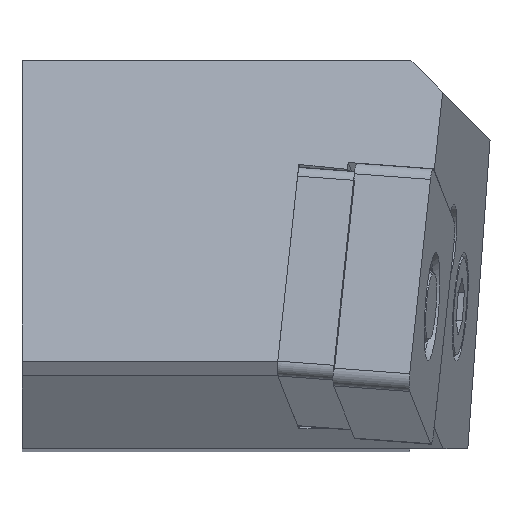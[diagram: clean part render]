
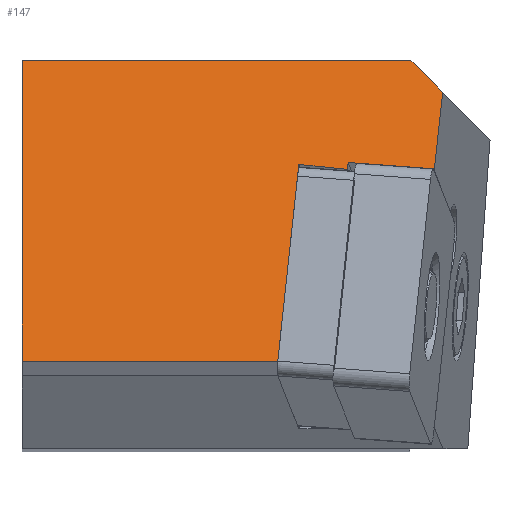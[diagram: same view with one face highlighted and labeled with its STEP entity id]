
A CAD part, top view. The second image highlights one B-rep face of the part: STEP entity #147.
In plain terms, the highlighted planar face has unit normal (0, 0.248, 0.969).
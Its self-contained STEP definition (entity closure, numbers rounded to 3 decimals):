
#68=CARTESIAN_POINT('',(32.0,-24.824,167.976));
#69=DIRECTION('',(0.,-0.248,-0.969));
#70=DIRECTION('',(-1.0,0.0,0.0));
#71=AXIS2_PLACEMENT_3D('',#68,#69,#70);
#72=PLANE('',#71);
#73=CARTESIAN_POINT('',(0.0,-24.824,167.976));
#74=VERTEX_POINT('',#73);
#75=CARTESIAN_POINT('',(0.,0.0,161.611));
#76=VERTEX_POINT('',#75);
#77=CARTESIAN_POINT('',(0.,-24.824,167.976));
#78=DIRECTION('',(0.,0.969,-0.248));
#79=VECTOR('',#78,25.627);
#80=LINE('',#77,#79);
#81=EDGE_CURVE('',#74,#76,#80,.T.);
#82=ORIENTED_EDGE('',*,*,#81,.F.);
#83=CARTESIAN_POINT('',(21.108,-24.824,167.976));
#84=VERTEX_POINT('',#83);
#85=CARTESIAN_POINT('',(0.0,-24.824,167.976));
#86=DIRECTION('',(1.0,0.0,0.0));
#87=VECTOR('',#86,21.108);
#88=LINE('',#85,#87);
#89=EDGE_CURVE('',#74,#84,#88,.T.);
#90=ORIENTED_EDGE('',*,*,#89,.T.);
#91=CARTESIAN_POINT('',(22.846,-8.589,163.813));
#92=VERTEX_POINT('',#91);
#93=CARTESIAN_POINT('',(22.846,-8.589,163.813));
#94=DIRECTION('',(-0.103,-0.964,0.247));
#95=VECTOR('',#94,16.85);
#96=LINE('',#93,#95);
#97=EDGE_CURVE('',#92,#84,#96,.T.);
#98=ORIENTED_EDGE('',*,*,#97,.F.);
#99=CARTESIAN_POINT('',(26.856,-8.992,163.916));
#100=VERTEX_POINT('',#99);
#101=CARTESIAN_POINT('',(26.856,-8.992,163.916));
#102=DIRECTION('',(-0.995,0.1,-0.026));
#103=VECTOR('',#102,4.032);
#104=LINE('',#101,#103);
#105=EDGE_CURVE('',#100,#92,#104,.T.);
#106=ORIENTED_EDGE('',*,*,#105,.F.);
#107=CARTESIAN_POINT('',(26.918,-8.414,163.768));
#108=VERTEX_POINT('',#107);
#109=CARTESIAN_POINT('',(26.918,-8.414,163.768));
#110=DIRECTION('',(-0.103,-0.964,0.247));
#111=VECTOR('',#110,0.6);
#112=LINE('',#109,#111);
#113=EDGE_CURVE('',#108,#100,#112,.T.);
#114=ORIENTED_EDGE('',*,*,#113,.F.);
#115=CARTESIAN_POINT('',(34.019,-9.127,163.951));
#116=VERTEX_POINT('',#115);
#117=CARTESIAN_POINT('',(34.019,-9.127,163.951));
#118=DIRECTION('',(-0.995,0.1,-0.026));
#119=VECTOR('',#118,7.139);
#120=LINE('',#117,#119);
#121=EDGE_CURVE('',#116,#108,#120,.T.);
#122=ORIENTED_EDGE('',*,*,#121,.F.);
#123=CARTESIAN_POINT('',(34.716,-2.616,162.281));
#124=VERTEX_POINT('',#123);
#125=CARTESIAN_POINT('',(34.716,-2.616,162.281));
#126=DIRECTION('',(-0.103,-0.964,0.247));
#127=VECTOR('',#126,6.758);
#128=LINE('',#125,#127);
#129=EDGE_CURVE('',#124,#116,#128,.T.);
#130=ORIENTED_EDGE('',*,*,#129,.F.);
#131=CARTESIAN_POINT('',(32.1,0.0,161.611));
#132=VERTEX_POINT('',#131);
#133=CARTESIAN_POINT('',(32.1,0.,161.611));
#134=DIRECTION('',(0.696,-0.696,0.178));
#135=VECTOR('',#134,3.759);
#136=LINE('',#133,#135);
#137=EDGE_CURVE('',#132,#124,#136,.T.);
#138=ORIENTED_EDGE('',*,*,#137,.F.);
#139=CARTESIAN_POINT('',(32.1,0.0,161.611));
#140=DIRECTION('',(-1.0,0.0,0.0));
#141=VECTOR('',#140,32.1);
#142=LINE('',#139,#141);
#143=EDGE_CURVE('',#76,#132,#142,.F.);
#144=ORIENTED_EDGE('',*,*,#143,.F.);
#145=EDGE_LOOP('',(#82,#90,#98,#106,#114,#122,#130,#138,#144));
#146=FACE_OUTER_BOUND('',#145,.T.);
#147=ADVANCED_FACE('',(#146),#72,.F.);
